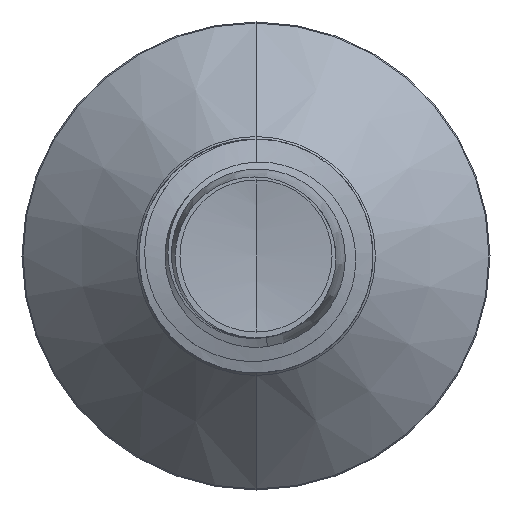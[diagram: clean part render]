
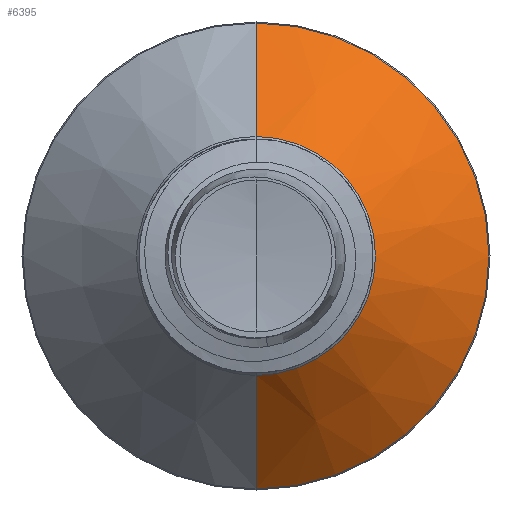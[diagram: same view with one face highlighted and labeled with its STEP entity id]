
A CAD part, front view. The second image highlights one B-rep face of the part: STEP entity #6395.
In plain terms, the highlighted conical face has half-angle 45 degrees and reference radius 2.042 mm.
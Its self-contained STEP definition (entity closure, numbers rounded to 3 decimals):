
#1510 = EDGE_LOOP ( 'NONE', ( #10833, #15483, #6681, #7505 ) ) ;
#2098 = CARTESIAN_POINT ( 'NONE',  ( 0., 8.282, -3.982 ) ) ;
#2928 = DIRECTION ( 'NONE',  ( 0., 1., 0. ) ) ;
#3389 = DIRECTION ( 'NONE',  ( 0., 1., 0. ) ) ;
#4323 = CIRCLE ( 'NONE', #22515, 3.982 ) ;
#4471 = DIRECTION ( 'NONE',  ( 0., 0.707, 0.707 ) ) ;
#4623 = LINE ( 'NONE', #7118, #8802 ) ;
#5080 = VERTEX_POINT ( 'NONE', #2098 ) ;
#5471 = CONICAL_SURFACE ( 'NONE', #16536, 2.042, 0.785 ) ;
#6395 = ADVANCED_FACE ( 'NONE', ( #15395 ), #5471, .T. ) ;
#6531 = DIRECTION ( 'NONE',  ( 0., 0., 1. ) ) ;
#6681 = ORIENTED_EDGE ( 'NONE', *, *, #20696, .F. ) ;
#7118 = CARTESIAN_POINT ( 'NONE',  ( 0., 6.342, -2.042 ) ) ;
#7334 = VERTEX_POINT ( 'NONE', #9218 ) ;
#7505 = ORIENTED_EDGE ( 'NONE', *, *, #7683, .F. ) ;
#7683 = EDGE_CURVE ( 'NONE', #11700, #7334, #14560, .T. ) ;
#8033 = AXIS2_PLACEMENT_3D ( 'NONE', #13997, #3389, #15726 ) ;
#8318 = CARTESIAN_POINT ( 'NONE',  ( 0., 6.342, 0. ) ) ;
#8802 = VECTOR ( 'NONE', #8899, 1000. ) ;
#8899 = DIRECTION ( 'NONE',  ( 0., 0.707, -0.707 ) ) ;
#9218 = CARTESIAN_POINT ( 'NONE',  ( 0., 8.282, 3.982 ) ) ;
#10111 = DIRECTION ( 'NONE',  ( 0., 1., 0. ) ) ;
#10274 = CARTESIAN_POINT ( 'NONE',  ( 0., 6.342, -2.042 ) ) ;
#10456 = CIRCLE ( 'NONE', #8033, 2.042 ) ;
#10609 = VERTEX_POINT ( 'NONE', #10274 ) ;
#10833 = ORIENTED_EDGE ( 'NONE', *, *, #21333, .T. ) ;
#11010 = CARTESIAN_POINT ( 'NONE',  ( 0., 6.342, 2.042 ) ) ;
#11700 = VERTEX_POINT ( 'NONE', #11010 ) ;
#13545 = CARTESIAN_POINT ( 'NONE',  ( 0., 8.282, 0. ) ) ;
#13997 = CARTESIAN_POINT ( 'NONE',  ( 0., 6.342, 0. ) ) ;
#14560 = LINE ( 'NONE', #15044, #19721 ) ;
#15044 = CARTESIAN_POINT ( 'NONE',  ( 0., 6.342, 2.042 ) ) ;
#15289 = DIRECTION ( 'NONE',  ( 0., 0., 1. ) ) ;
#15395 = FACE_OUTER_BOUND ( 'NONE', #1510, .T. ) ;
#15483 = ORIENTED_EDGE ( 'NONE', *, *, #17889, .T. ) ;
#15726 = DIRECTION ( 'NONE',  ( 0., 0., 1. ) ) ;
#16536 = AXIS2_PLACEMENT_3D ( 'NONE', #8318, #10111, #6531 ) ;
#17889 = EDGE_CURVE ( 'NONE', #10609, #5080, #4623, .T. ) ;
#19721 = VECTOR ( 'NONE', #4471, 1000. ) ;
#20696 = EDGE_CURVE ( 'NONE', #7334, #5080, #4323, .T. ) ;
#21333 = EDGE_CURVE ( 'NONE', #11700, #10609, #10456, .T. ) ;
#22515 = AXIS2_PLACEMENT_3D ( 'NONE', #13545, #2928, #15289 ) ;
